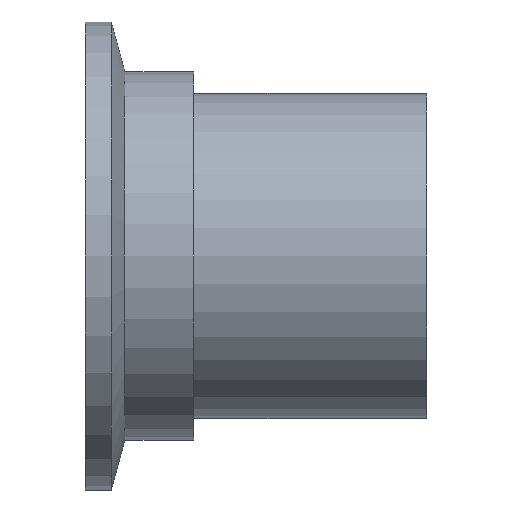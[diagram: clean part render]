
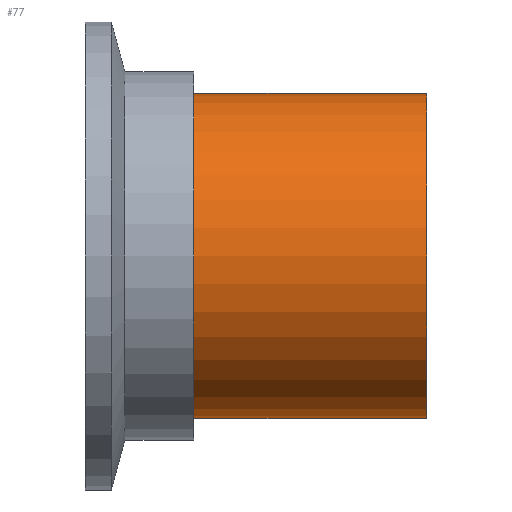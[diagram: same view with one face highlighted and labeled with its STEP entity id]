
A CAD part, front view. The second image highlights one B-rep face of the part: STEP entity #77.
In plain terms, the highlighted cylindrical face has radius 19.05 mm (diameter 38.1 mm), a partial arc.
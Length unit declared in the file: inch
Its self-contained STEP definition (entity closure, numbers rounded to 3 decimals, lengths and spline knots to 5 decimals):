
#4 = CIRCLE ( 'NONE', #274, 0.75 ) ;
#16 = CARTESIAN_POINT ( 'NONE',  ( 0., 0., -0.75 ) ) ;
#17 = DIRECTION ( 'NONE',  ( -1., 0., 0. ) ) ;
#20 = CYLINDRICAL_SURFACE ( 'NONE', #482, 0.75 ) ;
#28 = VERTEX_POINT ( 'NONE', #338 ) ;
#33 = CARTESIAN_POINT ( 'NONE',  ( 0., 0., 0.75 ) ) ;
#59 = EDGE_CURVE ( 'NONE', #189, #318, #348, .T. ) ;
#66 = ORIENTED_EDGE ( 'NONE', *, *, #365, .T. ) ;
#77 = ADVANCED_FACE ( 'NONE', ( #199 ), #20, .T. ) ;
#78 = CARTESIAN_POINT ( 'NONE',  ( 1.575, 0., -0.75 ) ) ;
#92 = CARTESIAN_POINT ( 'NONE',  ( 0.5, 0., 0. ) ) ;
#140 = DIRECTION ( 'NONE',  ( 0., 0., 1. ) ) ;
#147 = DIRECTION ( 'NONE',  ( -1., 0., 0. ) ) ;
#148 = CARTESIAN_POINT ( 'NONE',  ( 0.5, 0., -0.75 ) ) ;
#156 = CIRCLE ( 'NONE', #432, 0.75 ) ;
#165 = VECTOR ( 'NONE', #294, 39.37008 ) ;
#167 = CARTESIAN_POINT ( 'NONE',  ( 0., 0., 0. ) ) ;
#179 = EDGE_LOOP ( 'NONE', ( #377, #212, #66, #381 ) ) ;
#183 = LINE ( 'NONE', #33, #165 ) ;
#184 = EDGE_CURVE ( 'NONE', #189, #28, #4, .T. ) ;
#189 = VERTEX_POINT ( 'NONE', #78 ) ;
#199 = FACE_OUTER_BOUND ( 'NONE', #179, .T. ) ;
#212 = ORIENTED_EDGE ( 'NONE', *, *, #184, .T. ) ;
#245 = EDGE_CURVE ( 'NONE', #318, #388, #156, .T. ) ;
#274 = AXIS2_PLACEMENT_3D ( 'NONE', #325, #147, #444 ) ;
#294 = DIRECTION ( 'NONE',  ( -1., 0., 0. ) ) ;
#314 = DIRECTION ( 'NONE',  ( -1., 0., 0. ) ) ;
#318 = VERTEX_POINT ( 'NONE', #148 ) ;
#325 = CARTESIAN_POINT ( 'NONE',  ( 1.575, 0., 0. ) ) ;
#338 = CARTESIAN_POINT ( 'NONE',  ( 1.575, 0., 0.75 ) ) ;
#348 = LINE ( 'NONE', #16, #420 ) ;
#349 = DIRECTION ( 'NONE',  ( 0., 0., 1. ) ) ;
#365 = EDGE_CURVE ( 'NONE', #28, #388, #183, .T. ) ;
#377 = ORIENTED_EDGE ( 'NONE', *, *, #59, .F. ) ;
#381 = ORIENTED_EDGE ( 'NONE', *, *, #245, .F. ) ;
#388 = VERTEX_POINT ( 'NONE', #404 ) ;
#404 = CARTESIAN_POINT ( 'NONE',  ( 0.5, 0., 0.75 ) ) ;
#420 = VECTOR ( 'NONE', #461, 39.37008 ) ;
#432 = AXIS2_PLACEMENT_3D ( 'NONE', #92, #17, #349 ) ;
#444 = DIRECTION ( 'NONE',  ( 0., 0., 1. ) ) ;
#461 = DIRECTION ( 'NONE',  ( -1., 0., 0. ) ) ;
#482 = AXIS2_PLACEMENT_3D ( 'NONE', #167, #314, #140 ) ;
